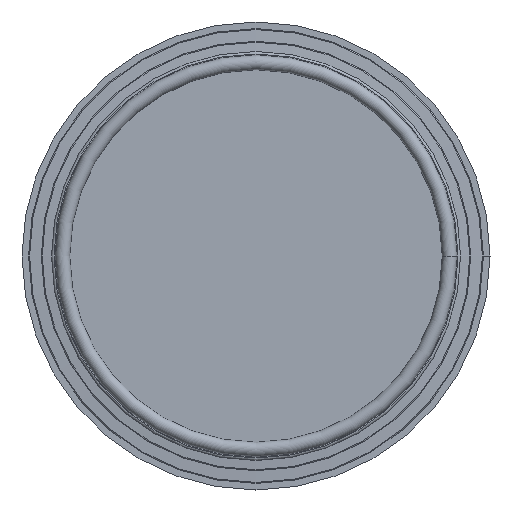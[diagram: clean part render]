
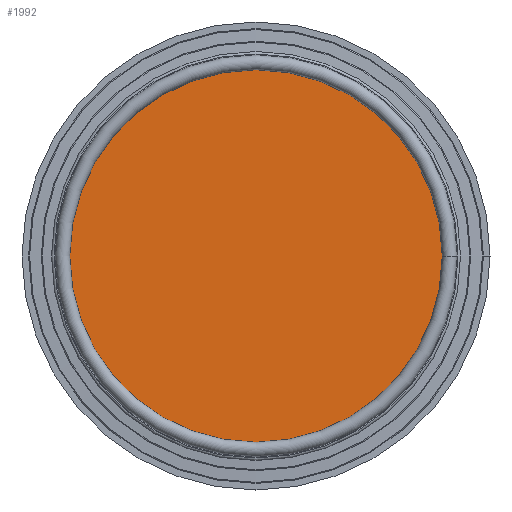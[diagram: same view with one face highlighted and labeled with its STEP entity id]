
A CAD part, front view. The second image highlights one B-rep face of the part: STEP entity #1992.
In plain terms, the highlighted planar face has unit normal (0, -1, 0).
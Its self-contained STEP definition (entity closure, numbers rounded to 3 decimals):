
#1963=CARTESIAN_POINT('',(-46.025,0.0,0.));
#1964=VERTEX_POINT('',#1963);
#1965=CARTESIAN_POINT('',(0.0,0.0,0.0));
#1966=DIRECTION('',(0.0,-1.0,0.0));
#1967=DIRECTION('',(1.0,0.0,0.0));
#1968=AXIS2_PLACEMENT_3D('',#1965,#1966,#1967);
#1969=CIRCLE('',#1968,46.025);
#1970=EDGE_CURVE('',#1964,#1964,#1969,.T.);
#1984=CARTESIAN_POINT('',(0.0,0.0,0.0));
#1985=DIRECTION('',(0.0,-1.0,0.0));
#1986=DIRECTION('',(0.0,0.0,-1.0));
#1987=AXIS2_PLACEMENT_3D('',#1984,#1985,#1986);
#1988=PLANE('',#1987);
#1989=ORIENTED_EDGE('',*,*,#1970,.T.);
#1990=EDGE_LOOP('',(#1989));
#1991=FACE_OUTER_BOUND('',#1990,.T.);
#1992=ADVANCED_FACE('',(#1991),#1988,.T.);
